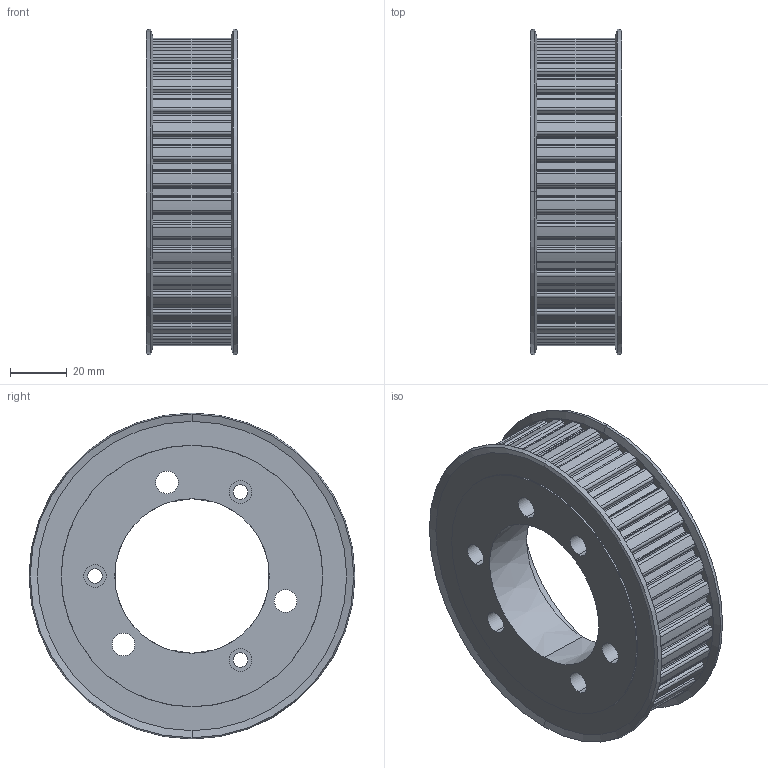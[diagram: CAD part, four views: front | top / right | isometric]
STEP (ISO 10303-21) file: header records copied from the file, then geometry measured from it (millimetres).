
FILE_DESCRIPTION (( 'STEP AP214' ), '1' );
FILE_NAME ('SQD36L100AF-SDS.step', '2019-07-30T20:45:53', ( '' ), ( '' ), 'SwSTEP 2.0', 'SolidWorks 2018', '' );
FILE_SCHEMA (( 'AUTOMOTIVE_DESIGN' ));
Length unit declared in the file: inch
Products named in the file (1): SQD36L100AF-SDS
Bounding box: 32.13 x 114.81 x 114.81 mm (x, y, z)
Volume: 162456.8 mm3; surface area: 67134.6 mm2
Topology: 4 solids, 4 shells, 370 faces, 1064 edges, 706 vertices
Faces by surface type: cylinder 234, plane 120, cone 14, torus 2
Entity records: 12830 total; most frequent: DIRECTION 2298, CARTESIAN_POINT 2141, ORIENTED_EDGE 2128, EDGE_CURVE 1064, AXIS2_PLACEMENT_3D 863, VERTEX_POINT 706, LINE 572, VECTOR 572
